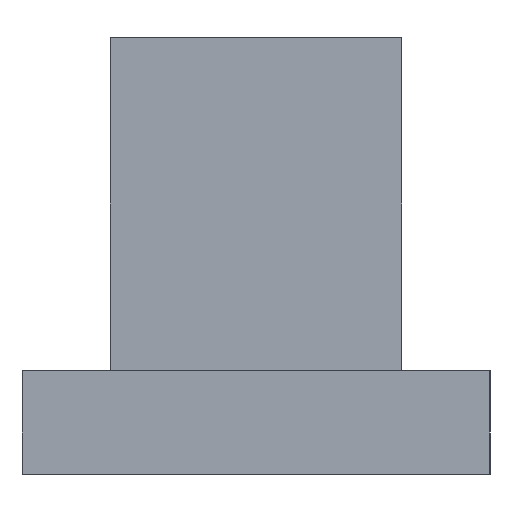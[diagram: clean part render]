
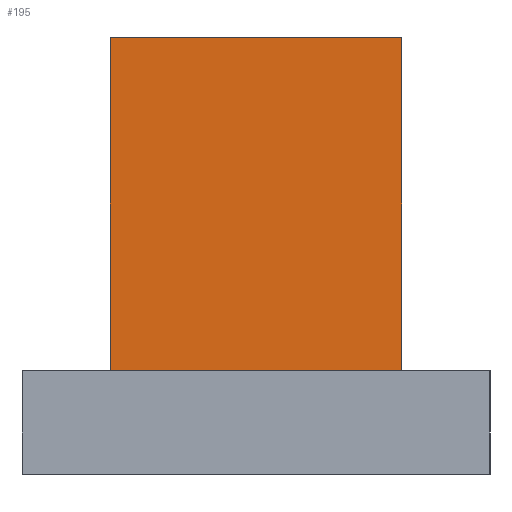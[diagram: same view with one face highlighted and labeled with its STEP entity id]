
A CAD part, left-side view. The second image highlights one B-rep face of the part: STEP entity #195.
In plain terms, the highlighted planar face has unit normal (-1, 0, 0).
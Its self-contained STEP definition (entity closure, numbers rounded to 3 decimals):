
#25=FACE_OUTER_BOUND('',#37,.T.);
#37=EDGE_LOOP('',(#167,#168,#169,#170));
#40=LINE('',#276,#64);
#50=LINE('',#296,#74);
#61=LINE('',#318,#85);
#62=LINE('',#320,#86);
#64=VECTOR('',#227,10.);
#74=VECTOR('',#239,10.);
#85=VECTOR('',#264,10.);
#86=VECTOR('',#267,10.);
#88=VERTEX_POINT('',#273);
#89=VERTEX_POINT('',#275);
#96=VERTEX_POINT('',#290);
#98=VERTEX_POINT('',#294);
#104=EDGE_CURVE('',#88,#89,#40,.T.);
#114=EDGE_CURVE('',#96,#98,#50,.T.);
#125=EDGE_CURVE('',#89,#98,#61,.T.);
#126=EDGE_CURVE('',#96,#88,#62,.T.);
#167=ORIENTED_EDGE('',*,*,#125,.F.);
#168=ORIENTED_EDGE('',*,*,#104,.F.);
#169=ORIENTED_EDGE('',*,*,#126,.F.);
#170=ORIENTED_EDGE('',*,*,#114,.T.);
#184=PLANE('',#220);
#195=ADVANCED_FACE('',(#25),#184,.T.);
#220=AXIS2_PLACEMENT_3D('',#319,#265,#266);
#227=DIRECTION('',(0.,-1.,0.));
#239=DIRECTION('',(0.,-1.,0.));
#264=DIRECTION('',(0.,0.,-1.));
#265=DIRECTION('center_axis',(-1.,0.,0.));
#266=DIRECTION('ref_axis',(0.,-1.,0.));
#267=DIRECTION('',(0.,0.,1.));
#273=CARTESIAN_POINT('',(76.945,58.433,7.65));
#275=CARTESIAN_POINT('',(76.945,55.633,7.65));
#276=CARTESIAN_POINT('',(76.945,58.433,7.65));
#290=CARTESIAN_POINT('',(76.945,58.433,4.45));
#294=CARTESIAN_POINT('',(76.945,55.633,4.45));
#296=CARTESIAN_POINT('',(76.945,58.433,4.45));
#318=CARTESIAN_POINT('',(76.945,55.633,4.55));
#319=CARTESIAN_POINT('Origin',(76.945,58.433,4.55));
#320=CARTESIAN_POINT('',(76.945,58.433,4.55));
